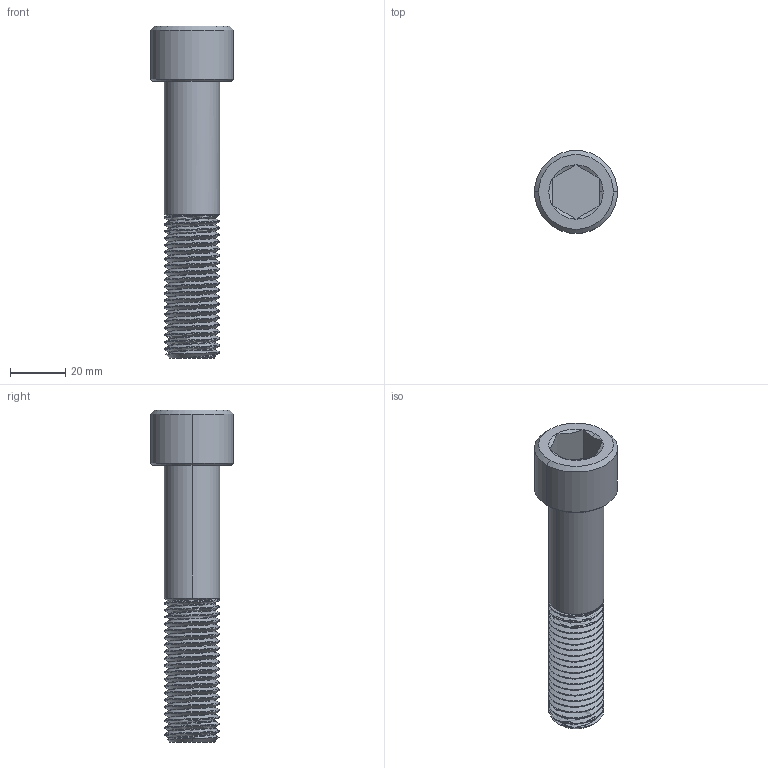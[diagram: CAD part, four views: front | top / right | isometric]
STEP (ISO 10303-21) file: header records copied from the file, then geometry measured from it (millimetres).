
FILE_DESCRIPTION (( 'STEP AP203' ), '1' );
FILE_NAME ('91292A275_18-8 Stainless Steel Socket Head Screw.STEP', '2021-07-12T14:52:54', ( 'Administrator' ), ( 'Managed by Terraform' ), 'SwSTEP 2.0', 'SolidWorks 2017', '' );
FILE_SCHEMA (( 'CONFIG_CONTROL_DESIGN' ));
Length unit declared in the file: millimetre
Products named in the file (1): 91292A275_18-8 Stainless Steel Socket Head Screw
Bounding box: 30 x 30 x 120 mm (x, y, z)
Volume: 39728 mm3; surface area: 12029.2 mm2
Topology: 1 solids, 1 shells, 73 faces, 190 edges, 121 vertices
Faces by surface type: cylinder 44, cone 16, plane 10, bspline 3
Entity records: 6918 total; most frequent: CARTESIAN_POINT 5332, ORIENTED_EDGE 380, DIRECTION 255, EDGE_CURVE 190, VERTEX_POINT 121, AXIS2_PLACEMENT_3D 95, EDGE_LOOP 75, ADVANCED_FACE 73
